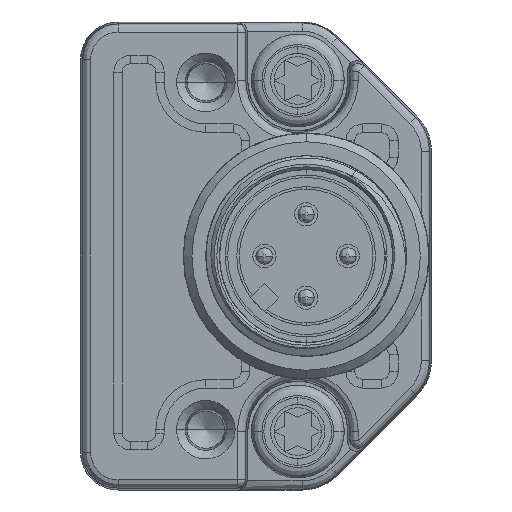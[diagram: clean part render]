
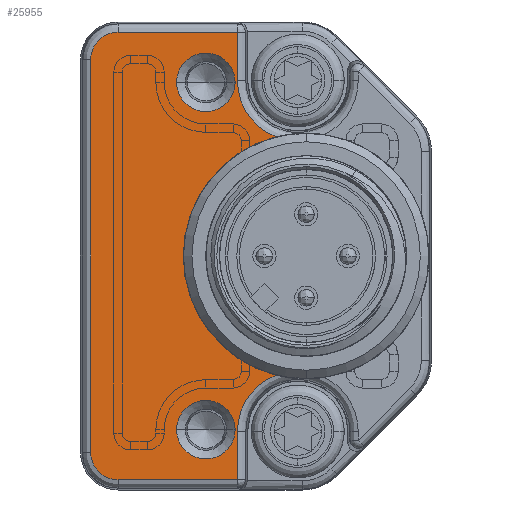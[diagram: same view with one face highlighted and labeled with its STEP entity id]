
A CAD part, left-side view. The second image highlights one B-rep face of the part: STEP entity #25955.
In plain terms, the highlighted planar face has unit normal (-1, 0, 0).
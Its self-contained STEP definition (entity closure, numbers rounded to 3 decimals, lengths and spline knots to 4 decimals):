
#221=CARTESIAN_POINT('',(-0.5118,0.315,
-0.4134));
#222=DIRECTION('',(1.,0.,0.));
#223=DIRECTION('',(0.,1.,0.));
#224=AXIS2_PLACEMENT_3D('',#221,#222,#223);
#226=DIRECTION('',(0.,0.,1.));
#227=VECTOR('',#226,0.1138);
#228=CARTESIAN_POINT('',(-0.5118,0.4572,
-0.5272));
#229=LINE('',#228,#227);
#230=DIRECTION('',(0.,-1.,0.));
#231=VECTOR('',#230,0.281);
#232=CARTESIAN_POINT('',(-0.5118,0.7382,
-0.5272));
#233=LINE('',#232,#231);
#234=CARTESIAN_POINT('',(-0.5118,0.7382,
-0.4626));
#235=DIRECTION('',(-1.,0.,0.));
#236=DIRECTION('',(0.,1.,0.));
#237=AXIS2_PLACEMENT_3D('',#234,#235,#236);
#239=DIRECTION('',(0.,0.,-1.));
#240=VECTOR('',#239,0.9252);
#241=CARTESIAN_POINT('',(-0.5118,0.8028,
0.4626));
#242=LINE('',#241,#240);
#243=CARTESIAN_POINT('',(-0.5118,0.7382,
0.4626));
#244=DIRECTION('',(-1.,0.,0.));
#245=DIRECTION('',(0.,0.,1.));
#246=AXIS2_PLACEMENT_3D('',#243,#244,#245);
#248=DIRECTION('',(0.,1.,0.));
#249=VECTOR('',#248,0.281);
#250=CARTESIAN_POINT('',(-0.5118,0.4572,
0.5272));
#251=LINE('',#250,#249);
#252=DIRECTION('',(0.,0.,1.));
#253=VECTOR('',#252,0.1138);
#254=CARTESIAN_POINT('',(-0.5118,0.4572,
0.4134));
#255=LINE('',#254,#253);
#256=CARTESIAN_POINT('',(-0.5118,0.315,
0.4134));
#257=DIRECTION('',(1.,0.,0.));
#258=DIRECTION('',(0.,0.359,-0.933));
#259=AXIS2_PLACEMENT_3D('',#256,#257,#258);
#261=CARTESIAN_POINT('',(-0.5118,0.2953,0.));
#262=DIRECTION('',(-1.,0.,0.));
#263=DIRECTION('',(0.,0.244,0.97));
#264=AXIS2_PLACEMENT_3D('',#261,#262,#263);
#266=CARTESIAN_POINT('',(-0.5118,0.5315,
-0.4091));
#267=DIRECTION('',(1.,0.,0.));
#268=DIRECTION('',(0.,1.,0.));
#269=AXIS2_PLACEMENT_3D('',#266,#267,#268);
#271=CARTESIAN_POINT('',(-0.5118,0.5315,
-0.4091));
#272=DIRECTION('',(1.,0.,0.));
#273=DIRECTION('',(0.,-1.,0.));
#274=AXIS2_PLACEMENT_3D('',#271,#272,#273);
#276=CARTESIAN_POINT('',(-0.5118,0.5315,
0.4091));
#277=DIRECTION('',(1.,0.,0.));
#278=DIRECTION('',(0.,1.,0.));
#279=AXIS2_PLACEMENT_3D('',#276,#277,#278);
#281=CARTESIAN_POINT('',(-0.5118,0.5315,
0.4091));
#282=DIRECTION('',(1.,0.,0.));
#283=DIRECTION('',(0.,-1.,0.));
#284=AXIS2_PLACEMENT_3D('',#281,#282,#283);
#22745=CARTESIAN_POINT('',(-0.5118,0.8028,
-0.4626));
#22746=CARTESIAN_POINT('',(-0.5118,0.7382,
-0.5272));
#22747=VERTEX_POINT('',#22745);
#22748=VERTEX_POINT('',#22746);
#22753=CARTESIAN_POINT('',(-0.5118,0.8028,
0.4626));
#22754=VERTEX_POINT('',#22753);
#22757=CARTESIAN_POINT('',(-0.5118,0.7382,
0.5272));
#22758=VERTEX_POINT('',#22757);
#22781=CARTESIAN_POINT('',(-0.5118,0.6004,
-0.4091));
#22782=CARTESIAN_POINT('',(-0.5118,0.4626,
-0.4091));
#22783=VERTEX_POINT('',#22781);
#22784=VERTEX_POINT('',#22782);
#22785=CARTESIAN_POINT('',(-0.5118,0.6004,
0.4091));
#22786=CARTESIAN_POINT('',(-0.5118,0.4626,
0.4091));
#22787=VERTEX_POINT('',#22785);
#22788=VERTEX_POINT('',#22786);
#22817=CARTESIAN_POINT('',(-0.5118,0.4572,
-0.4134));
#22818=CARTESIAN_POINT('',(-0.5118,0.366,
-0.2806));
#22819=VERTEX_POINT('',#22817);
#22820=VERTEX_POINT('',#22818);
#22821=CARTESIAN_POINT('',(-0.5118,0.4572,
-0.5272));
#22822=VERTEX_POINT('',#22821);
#22845=CARTESIAN_POINT('',(-0.5118,0.366,
0.2806));
#22846=CARTESIAN_POINT('',(-0.5118,0.4572,
0.4134));
#22847=VERTEX_POINT('',#22845);
#22848=VERTEX_POINT('',#22846);
#22849=CARTESIAN_POINT('',(-0.5118,0.4572,
0.5272));
#22850=VERTEX_POINT('',#22849);
#25917=CARTESIAN_POINT('',(-0.5118,0.,0.));
#25918=DIRECTION('',(-1.,0.,0.));
#25919=DIRECTION('',(0.,0.,1.));
#25920=AXIS2_PLACEMENT_3D('',#25917,#25918,#25919);
#25921=PLANE('',#25920);
#25923=ORIENTED_EDGE('',*,*,#25922,.F.);
#25925=ORIENTED_EDGE('',*,*,#25924,.F.);
#25927=ORIENTED_EDGE('',*,*,#25926,.F.);
#25929=ORIENTED_EDGE('',*,*,#25928,.F.);
#25930=ORIENTED_EDGE('',*,*,#25907,.F.);
#25932=ORIENTED_EDGE('',*,*,#25931,.F.);
#25934=ORIENTED_EDGE('',*,*,#25933,.F.);
#25936=ORIENTED_EDGE('',*,*,#25935,.F.);
#25938=ORIENTED_EDGE('',*,*,#25937,.F.);
#25940=ORIENTED_EDGE('',*,*,#25939,.T.);
#25941=EDGE_LOOP('',(#25923,#25925,#25927,#25929,#25930,#25932,#25934,#25936,
#25938,#25940));
#25942=FACE_OUTER_BOUND('',#25941,.F.);
#25944=ORIENTED_EDGE('',*,*,#25943,.F.);
#25946=ORIENTED_EDGE('',*,*,#25945,.F.);
#25947=EDGE_LOOP('',(#25944,#25946));
#25948=FACE_BOUND('',#25947,.F.);
#25950=ORIENTED_EDGE('',*,*,#25949,.F.);
#25952=ORIENTED_EDGE('',*,*,#25951,.F.);
#25953=EDGE_LOOP('',(#25950,#25952));
#25954=FACE_BOUND('',#25953,.F.);
#25955=ADVANCED_FACE('',(#25942,#25948,#25954),#25921,.T.);
#225=CIRCLE('',#224,0.1423);
#238=CIRCLE('',#237,0.0646);
#247=CIRCLE('',#246,0.0646);
#260=CIRCLE('',#259,0.1423);
#265=CIRCLE('',#264,0.2894);
#270=CIRCLE('',#269,0.0689);
#275=CIRCLE('',#274,0.0689);
#280=CIRCLE('',#279,0.0689);
#285=CIRCLE('',#284,0.0689);
#25907=EDGE_CURVE('',#22754,#22747,#242,.T.);
#25922=EDGE_CURVE('',#22819,#22820,#225,.T.);
#25924=EDGE_CURVE('',#22822,#22819,#229,.T.);
#25926=EDGE_CURVE('',#22748,#22822,#233,.T.);
#25928=EDGE_CURVE('',#22747,#22748,#238,.T.);
#25931=EDGE_CURVE('',#22758,#22754,#247,.T.);
#25933=EDGE_CURVE('',#22850,#22758,#251,.T.);
#25935=EDGE_CURVE('',#22848,#22850,#255,.T.);
#25937=EDGE_CURVE('',#22847,#22848,#260,.T.);
#25939=EDGE_CURVE('',#22847,#22820,#265,.T.);
#25943=EDGE_CURVE('',#22783,#22784,#270,.T.);
#25945=EDGE_CURVE('',#22784,#22783,#275,.T.);
#25949=EDGE_CURVE('',#22787,#22788,#280,.T.);
#25951=EDGE_CURVE('',#22788,#22787,#285,.T.);
